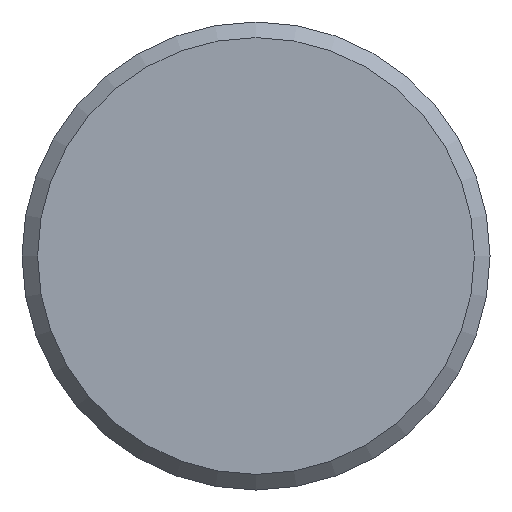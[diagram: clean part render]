
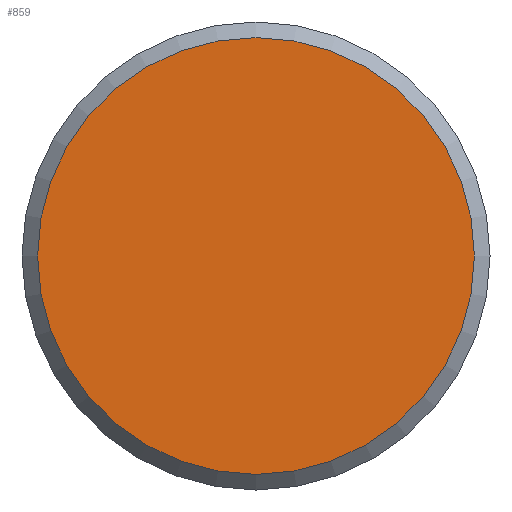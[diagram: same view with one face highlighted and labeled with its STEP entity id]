
A CAD part, front view. The second image highlights one B-rep face of the part: STEP entity #859.
In plain terms, the highlighted planar face has unit normal (0, -1, 0).
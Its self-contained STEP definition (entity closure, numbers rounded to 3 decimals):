
#63=PLANE('',#987);
#107=FACE_OUTER_BOUND('',#177,.T.);
#177=EDGE_LOOP('',(#671));
#318=CIRCLE('',#984,14.);
#388=VERTEX_POINT('',#1497);
#485=EDGE_CURVE('',#388,#388,#318,.T.);
#671=ORIENTED_EDGE('',*,*,#485,.T.);
#859=ADVANCED_FACE('',(#107),#63,.T.);
#984=AXIS2_PLACEMENT_3D('',#1498,#1223,#1224);
#987=AXIS2_PLACEMENT_3D('',#1504,#1230,#1231);
#1223=DIRECTION('center_axis',(0.,-1.,0.));
#1224=DIRECTION('ref_axis',(1.,0.,0.));
#1230=DIRECTION('center_axis',(0.,-1.,0.));
#1231=DIRECTION('ref_axis',(0.,0.,-1.));
#1497=CARTESIAN_POINT('',(-14.,-15.,0.));
#1498=CARTESIAN_POINT('Origin',(0.,-15.,0.));
#1504=CARTESIAN_POINT('Origin',(7.,-15.,0.));
